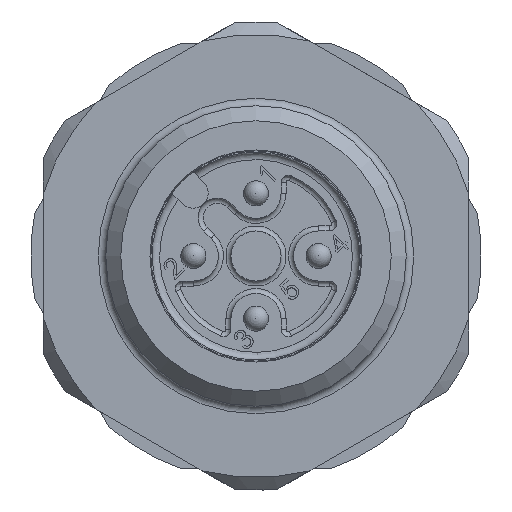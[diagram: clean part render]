
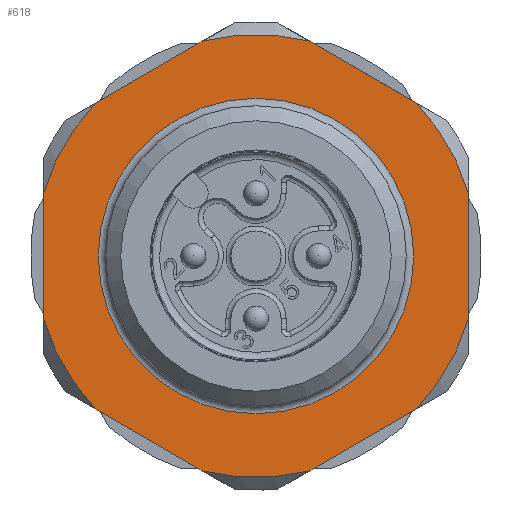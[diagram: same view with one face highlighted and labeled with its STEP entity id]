
A CAD part, front view. The second image highlights one B-rep face of the part: STEP entity #618.
In plain terms, the highlighted planar face has unit normal (0, -1, 0).
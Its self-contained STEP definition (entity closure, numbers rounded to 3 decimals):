
#618=ADVANCED_FACE('',(#1356,#1357),#846,.T.);
#846=PLANE('',#3953);
#958=LINE('',#5405,#1149);
#959=LINE('',#5406,#1150);
#960=LINE('',#5407,#1151);
#961=LINE('',#5408,#1152);
#962=LINE('',#5409,#1153);
#963=LINE('',#5410,#1154);
#1149=VECTOR('',#4380,1.);
#1150=VECTOR('',#4381,1.);
#1151=VECTOR('',#4382,1.);
#1152=VECTOR('',#4383,1.);
#1153=VECTOR('',#4384,1.);
#1154=VECTOR('',#4385,1.);
#1356=FACE_BOUND('',#1518,.T.);
#1357=FACE_BOUND('',#1519,.T.);
#1518=EDGE_LOOP('',(#1884));
#1519=EDGE_LOOP('',(#1885,#1886,#1887,#1888,#1889,#1890,#1891,#1892,#1893,
#1894,#1895,#1896));
#1884=ORIENTED_EDGE('',*,*,#3273,.T.);
#1885=ORIENTED_EDGE('',*,*,#3256,.F.);
#1886=ORIENTED_EDGE('',*,*,#3274,.T.);
#1887=ORIENTED_EDGE('',*,*,#3258,.F.);
#1888=ORIENTED_EDGE('',*,*,#3275,.T.);
#1889=ORIENTED_EDGE('',*,*,#3271,.F.);
#1890=ORIENTED_EDGE('',*,*,#3276,.T.);
#1891=ORIENTED_EDGE('',*,*,#3268,.F.);
#1892=ORIENTED_EDGE('',*,*,#3277,.T.);
#1893=ORIENTED_EDGE('',*,*,#3265,.F.);
#1894=ORIENTED_EDGE('',*,*,#3278,.T.);
#1895=ORIENTED_EDGE('',*,*,#3262,.F.);
#1896=ORIENTED_EDGE('',*,*,#3279,.T.);
#2886=VERTEX_POINT('',#5335);
#2887=VERTEX_POINT('',#5337);
#2888=VERTEX_POINT('',#5344);
#2889=VERTEX_POINT('',#5345);
#2890=VERTEX_POINT('',#5359);
#2891=VERTEX_POINT('',#5361);
#2892=VERTEX_POINT('',#5371);
#2893=VERTEX_POINT('',#5373);
#2894=VERTEX_POINT('',#5383);
#2895=VERTEX_POINT('',#5385);
#2896=VERTEX_POINT('',#5395);
#2897=VERTEX_POINT('',#5397);
#2898=VERTEX_POINT('',#5404);
#3256=EDGE_CURVE('',#2886,#2887,#3756,.T.);
#3258=EDGE_CURVE('',#2888,#2889,#3757,.T.);
#3262=EDGE_CURVE('',#2890,#2891,#3758,.T.);
#3265=EDGE_CURVE('',#2892,#2893,#3759,.T.);
#3268=EDGE_CURVE('',#2894,#2895,#3760,.T.);
#3271=EDGE_CURVE('',#2896,#2897,#3761,.T.);
#3273=EDGE_CURVE('',#2898,#2898,#3762,.T.);
#3274=EDGE_CURVE('',#2886,#2889,#958,.T.);
#3275=EDGE_CURVE('',#2888,#2897,#959,.T.);
#3276=EDGE_CURVE('',#2896,#2895,#960,.T.);
#3277=EDGE_CURVE('',#2894,#2893,#961,.T.);
#3278=EDGE_CURVE('',#2892,#2891,#962,.T.);
#3279=EDGE_CURVE('',#2890,#2887,#963,.T.);
#3756=CIRCLE('',#3940,8.85);
#3757=CIRCLE('',#3942,8.85);
#3758=CIRCLE('',#3944,8.85);
#3759=CIRCLE('',#3946,8.85);
#3760=CIRCLE('',#3948,8.85);
#3761=CIRCLE('',#3950,8.85);
#3762=CIRCLE('',#3952,6.3);
#3940=AXIS2_PLACEMENT_3D('',#5336,#4354,#4355);
#3942=AXIS2_PLACEMENT_3D('',#5343,#4358,#4359);
#3944=AXIS2_PLACEMENT_3D('',#5360,#4362,#4363);
#3946=AXIS2_PLACEMENT_3D('',#5372,#4366,#4367);
#3948=AXIS2_PLACEMENT_3D('',#5384,#4370,#4371);
#3950=AXIS2_PLACEMENT_3D('',#5396,#4374,#4375);
#3952=AXIS2_PLACEMENT_3D('',#5403,#4378,#4379);
#3953=AXIS2_PLACEMENT_3D('',#5411,#4386,#4387);
#4354=DIRECTION('',(0.,1.,0.));
#4355=DIRECTION('',(0.5,0.,-0.866));
#4358=DIRECTION('',(0.,1.,0.));
#4359=DIRECTION('',(0.5,0.,-0.866));
#4362=DIRECTION('',(0.,1.,0.));
#4363=DIRECTION('',(0.5,0.,-0.866));
#4366=DIRECTION('',(0.,1.,0.));
#4367=DIRECTION('',(0.5,0.,-0.866));
#4370=DIRECTION('',(0.,1.,0.));
#4371=DIRECTION('',(0.5,0.,-0.866));
#4374=DIRECTION('',(0.,1.,0.));
#4375=DIRECTION('',(0.5,0.,-0.866));
#4378=DIRECTION('',(0.,1.,0.));
#4379=DIRECTION('',(0.5,0.,-0.866));
#4380=DIRECTION('',(-0.866,0.,0.5));
#4381=DIRECTION('',(-0.866,0.,-0.5));
#4382=DIRECTION('',(0.,0.,-1.));
#4383=DIRECTION('',(0.866,0.,-0.5));
#4384=DIRECTION('',(0.866,0.,0.5));
#4385=DIRECTION('',(0.,0.,1.));
#4386=DIRECTION('',(0.,-1.,0.));
#4387=DIRECTION('',(-0.5,0.,0.866));
#5335=CARTESIAN_POINT('',(6.384,10.1,6.129));
#5336=CARTESIAN_POINT('',(0.,10.1,0.));
#5337=CARTESIAN_POINT('',(8.5,10.1,2.464));
#5343=CARTESIAN_POINT('',(0.,10.1,0.));
#5344=CARTESIAN_POINT('',(-2.116,10.1,8.593));
#5345=CARTESIAN_POINT('',(2.116,10.1,8.593));
#5359=CARTESIAN_POINT('',(8.5,10.1,-2.464));
#5360=CARTESIAN_POINT('',(0.,10.1,0.));
#5361=CARTESIAN_POINT('',(6.384,10.1,-6.129));
#5371=CARTESIAN_POINT('',(2.116,10.1,-8.593));
#5372=CARTESIAN_POINT('',(0.,10.1,0.));
#5373=CARTESIAN_POINT('',(-2.116,10.1,-8.593));
#5383=CARTESIAN_POINT('',(-6.384,10.1,-6.129));
#5384=CARTESIAN_POINT('',(0.,10.1,0.));
#5385=CARTESIAN_POINT('',(-8.5,10.1,-2.464));
#5395=CARTESIAN_POINT('',(-8.5,10.1,2.464));
#5396=CARTESIAN_POINT('',(0.,10.1,0.));
#5397=CARTESIAN_POINT('',(-6.384,10.1,6.129));
#5403=CARTESIAN_POINT('',(0.,10.1,0.));
#5404=CARTESIAN_POINT('',(3.15,10.1,-5.456));
#5405=CARTESIAN_POINT('',(0.418,10.1,9.574));
#5406=CARTESIAN_POINT('',(-11.914,10.1,2.936));
#5407=CARTESIAN_POINT('',(-8.5,10.1,-4.425));
#5408=CARTESIAN_POINT('',(-8.082,10.1,-5.149));
#5409=CARTESIAN_POINT('',(-3.414,10.1,-11.786));
#5410=CARTESIAN_POINT('',(8.5,10.1,-4.425));
#5411=CARTESIAN_POINT('',(-7.664,10.1,-4.425));
